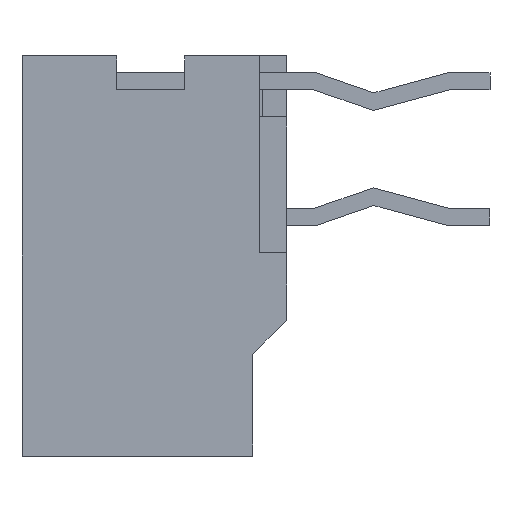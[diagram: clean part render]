
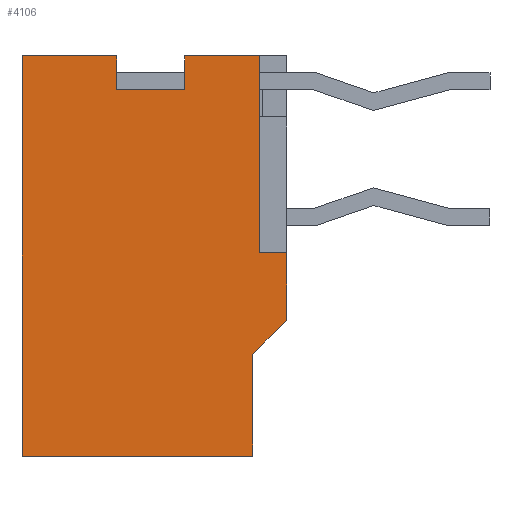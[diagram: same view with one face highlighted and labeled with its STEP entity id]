
A CAD part, left-side view. The second image highlights one B-rep face of the part: STEP entity #4106.
In plain terms, the highlighted planar face has unit normal (-1, 0, 0).
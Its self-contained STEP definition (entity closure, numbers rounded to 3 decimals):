
#470=DIRECTION('',(0.,-1.,0.));
#471=VECTOR('',#470,1.);
#472=CARTESIAN_POINT('',(-17.3,0.55,2.45));
#473=LINE('265203',#472,#471);
#506=DIRECTION('',(0.,0.,-1.));
#507=VECTOR('',#506,5.9);
#508=CARTESIAN_POINT('',(-17.3,1.95,2.95));
#509=LINE('265202',#508,#507);
#518=DIRECTION('',(0.,-1.,0.));
#519=VECTOR('',#518,3.4);
#520=CARTESIAN_POINT('',(-17.3,1.95,-2.95));
#521=LINE('265201',#520,#519);
#530=DIRECTION('',(0.,0.,-1.));
#531=VECTOR('',#530,1.5);
#532=CARTESIAN_POINT('',(-17.3,-1.45,-1.45));
#533=LINE('265200',#532,#531);
#602=DIRECTION('',(0.,-1.,0.));
#603=VECTOR('',#602,1.1);
#604=CARTESIAN_POINT('',(-17.3,-0.45,2.95));
#605=LINE('265180',#604,#603);
#606=DIRECTION('',(0.,0.,-1.));
#607=VECTOR('',#606,1.);
#608=CARTESIAN_POINT('',(-17.3,-1.95,0.05));
#609=LINE('265164',#608,#607);
#610=DIRECTION('',(0.,-0.707,0.707));
#611=VECTOR('',#610,0.707);
#612=CARTESIAN_POINT('',(-17.3,-1.45,-1.45));
#613=LINE('265199',#612,#611);
#614=DIRECTION('',(0.,-1.,0.));
#615=VECTOR('',#614,1.4);
#616=CARTESIAN_POINT('',(-17.3,1.95,2.95));
#617=LINE('265178',#616,#615);
#618=DIRECTION('',(0.,0.,-1.));
#619=VECTOR('',#618,0.5);
#620=CARTESIAN_POINT('',(-17.3,0.55,2.95));
#621=LINE('265194',#620,#619);
#630=DIRECTION('',(0.,0.,1.));
#631=VECTOR('',#630,0.5);
#632=CARTESIAN_POINT('',(-17.3,-0.45,2.45));
#633=LINE('265204',#632,#631);
#646=DIRECTION('',(0.,0.,-1.));
#647=VECTOR('',#646,2.9);
#648=CARTESIAN_POINT('',(-17.3,-1.55,2.95));
#649=LINE('265197',#648,#647);
#666=DIRECTION('',(0.,-1.,0.));
#667=VECTOR('',#666,0.4);
#668=CARTESIAN_POINT('',(-17.3,-1.55,0.05));
#669=LINE('265198',#668,#667);
#3398=CARTESIAN_POINT('',(-17.3,-1.95,0.05));
#3399=CARTESIAN_POINT('',(-17.3,-1.95,-0.95));
#3400=VERTEX_POINT('',#3398);
#3401=VERTEX_POINT('',#3399);
#3410=CARTESIAN_POINT('',(-17.3,0.55,2.95));
#3411=VERTEX_POINT('',#3410);
#3412=CARTESIAN_POINT('',(-17.3,1.95,2.95));
#3413=VERTEX_POINT('',#3412);
#3414=CARTESIAN_POINT('',(-17.3,-0.45,2.95));
#3415=CARTESIAN_POINT('',(-17.3,-1.55,2.95));
#3416=VERTEX_POINT('',#3414);
#3417=VERTEX_POINT('',#3415);
#3432=CARTESIAN_POINT('',(-17.3,0.55,2.45));
#3433=VERTEX_POINT('',#3432);
#3434=CARTESIAN_POINT('',(-17.3,-1.55,0.05));
#3435=VERTEX_POINT('',#3434);
#3436=CARTESIAN_POINT('',(-17.3,-1.45,-1.45));
#3437=VERTEX_POINT('',#3436);
#3438=CARTESIAN_POINT('',(-17.3,-1.45,-2.95));
#3439=VERTEX_POINT('',#3438);
#3440=CARTESIAN_POINT('',(-17.3,1.95,-2.95));
#3441=VERTEX_POINT('',#3440);
#3442=CARTESIAN_POINT('',(-17.3,-0.45,2.45));
#3443=VERTEX_POINT('',#3442);
#4081=CARTESIAN_POINT('',(-17.3,0.,0.));
#4082=DIRECTION('',(-1.,0.,0.));
#4083=DIRECTION('',(0.,1.,0.));
#4084=AXIS2_PLACEMENT_3D('',#4081,#4082,#4083);
#4085=PLANE('263623',#4084);
#4087=ORIENTED_EDGE('265180',*,*,#4086,.T.);
#4089=ORIENTED_EDGE('265197',*,*,#4088,.T.);
#4091=ORIENTED_EDGE('265198',*,*,#4090,.T.);
#4092=ORIENTED_EDGE('265164',*,*,#3492,.T.);
#4093=ORIENTED_EDGE('265199',*,*,#3975,.F.);
#4094=ORIENTED_EDGE('265200',*,*,#3961,.T.);
#4095=ORIENTED_EDGE('265201',*,*,#3934,.F.);
#4096=ORIENTED_EDGE('265202',*,*,#3919,.F.);
#4098=ORIENTED_EDGE('265178',*,*,#4097,.T.);
#4100=ORIENTED_EDGE('265194',*,*,#4099,.T.);
#4101=ORIENTED_EDGE('265203',*,*,#3892,.T.);
#4103=ORIENTED_EDGE('265204',*,*,#4102,.T.);
#4104=EDGE_LOOP('263623',(#4087,#4089,#4091,#4092,#4093,#4094,#4095,#4096,#4098,
#4100,#4101,#4103));
#4105=FACE_OUTER_BOUND('263623',#4104,.F.);
#4106=ADVANCED_FACE('263623',(#4105),#4085,.T.);
#3492=EDGE_CURVE('265164',#3400,#3401,#609,.T.);
#3892=EDGE_CURVE('265203',#3433,#3443,#473,.T.);
#3919=EDGE_CURVE('265202',#3413,#3441,#509,.T.);
#3934=EDGE_CURVE('265201',#3441,#3439,#521,.T.);
#3961=EDGE_CURVE('265200',#3437,#3439,#533,.T.);
#3975=EDGE_CURVE('265199',#3437,#3401,#613,.T.);
#4086=EDGE_CURVE('265180',#3416,#3417,#605,.T.);
#4088=EDGE_CURVE('265197',#3417,#3435,#649,.T.);
#4090=EDGE_CURVE('265198',#3435,#3400,#669,.T.);
#4097=EDGE_CURVE('265178',#3413,#3411,#617,.T.);
#4099=EDGE_CURVE('265194',#3411,#3433,#621,.T.);
#4102=EDGE_CURVE('265204',#3443,#3416,#633,.T.);
